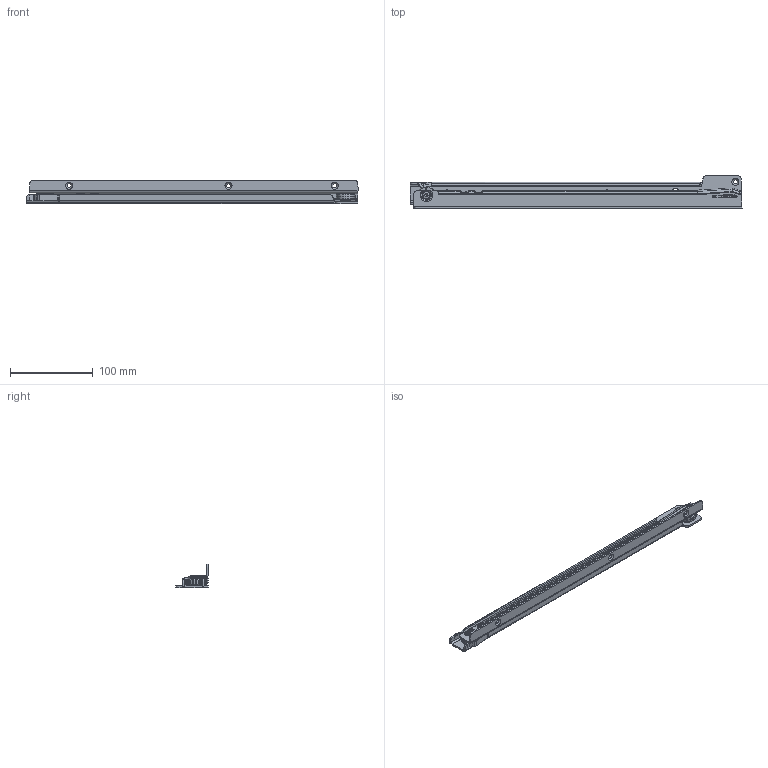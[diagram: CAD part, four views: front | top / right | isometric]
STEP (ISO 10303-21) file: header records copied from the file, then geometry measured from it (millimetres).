
FILE_DESCRIPTION (( 'STEP AP214' ), '1' );
FILE_NAME ('CS# 2051.400-GA.SB00.re_closed.STEP', '2023-03-08T17:46:18', ( '' ), ( '' ), 'SwSTEP 2.0', 'SolidWorks 2020', '' );
FILE_SCHEMA (( 'AUTOMOTIVE_DESIGN' ));
Length unit declared in the file: millimetre
Products named in the file (10): DIN 125 A_M  4    - › 9,0 - ›4,3 - 0,8; CS# 2051.XXX-01.0000.re_NL  400 - KR-090; CS# 2051.XXX-03.0000.re_NL  400 - KR-090; CS# 2051.XXX-03.0000.re_NL 400; KR-090 Softrollenring_KR-090; CS# 2051.XXX-01.0000.re_NL 400; KR-090 Softrolle_KR-090 Rundkopfvernietet Mat. 2mm; KR-090 Laufring_KR-090; bkr090_Rundkopfvernietet Mat. 2mm; CS# 2051.400-GA.SB00.re_closed
Assembly tree (10 placements, depth 4):
  CS# 2051.400-GA.SB00.re_closed
    CS# 2051.XXX-01.0000.re_NL  400 - KR-090
      CS# 2051.XXX-01.0000.re_NL 400
      KR-090 Softrolle_KR-090 Rundkopfvernietet Mat. 2mm
        KR-090 Laufring_KR-090
        KR-090 Softrollenring_KR-090
        bkr090_Rundkopfvernietet Mat. 2mm
        DIN 125 A_M  4    - › 9,0 - ›4,3 - 0,8
    CS# 2051.XXX-03.0000.re_NL  400 - KR-090
      CS# 2051.XXX-03.0000.re_NL 400
      KR-090 Softrolle_KR-090 Rundkopfvernietet Mat. 2mm
        KR-090 Laufring_KR-090
        KR-090 Softrollenring_KR-090
        bkr090_Rundkopfvernietet Mat. 2mm
        DIN 125 A_M  4    - › 9,0 - ›4,3 - 0,8
Bounding box: 400 x 39.5 x 27.83 mm (x, y, z)
Volume: 72233.1 mm3; surface area: 78010.1 mm2
Topology: 10 solids, 10 shells, 665 faces, 1601 edges, 982 vertices
Faces by surface type: plane 262, cylinder 256, torus 52, cone 50, bspline 37, sphere 8
Entity records: 17017 total; most frequent: CARTESIAN_POINT 3979, DIRECTION 2720, ORIENTED_EDGE 2618, EDGE_CURVE 1309, AXIS2_PLACEMENT_3D 1029, VERTEX_POINT 799, LINE 662, VECTOR 662
